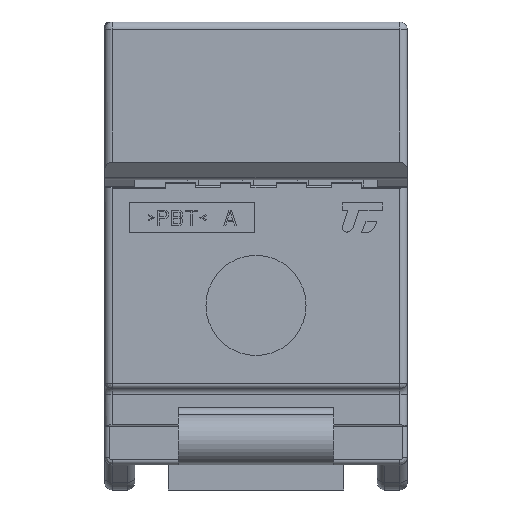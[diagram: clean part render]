
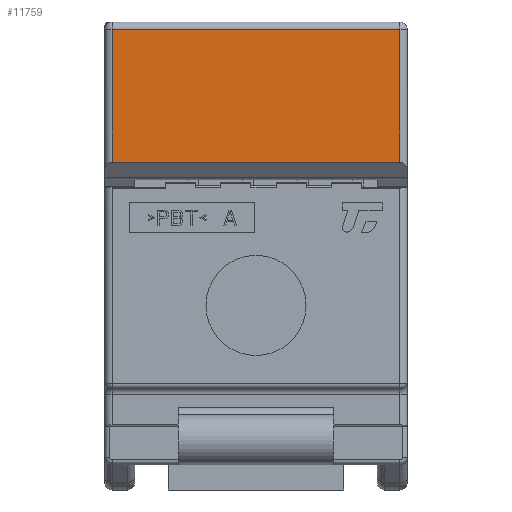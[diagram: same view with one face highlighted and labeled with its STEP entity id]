
A CAD part, front view. The second image highlights one B-rep face of the part: STEP entity #11759.
In plain terms, the highlighted planar face has unit normal (0, -1, 0).
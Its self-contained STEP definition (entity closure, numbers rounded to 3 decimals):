
#1754=DIRECTION('',(0.,0.,-1.));
#1755=VECTOR('',#1754,5.3);
#1756=CARTESIAN_POINT('',(5.75,0.,-0.3));
#1757=LINE('',#1756,#1755);
#1758=DIRECTION('',(1.,0.,0.));
#1759=VECTOR('',#1758,11.5);
#1760=CARTESIAN_POINT('',(-5.75,0.,-5.6));
#1761=LINE('',#1760,#1759);
#1762=DIRECTION('',(0.,0.,-1.));
#1763=VECTOR('',#1762,5.3);
#1764=CARTESIAN_POINT('',(-5.75,0.,-0.3));
#1765=LINE('',#1764,#1763);
#1766=DIRECTION('',(1.,0.,0.));
#1767=VECTOR('',#1766,11.5);
#1768=CARTESIAN_POINT('',(-5.75,0.,-0.3));
#1769=LINE('',#1768,#1767);
#1774=CARTESIAN_POINT('',(-5.75,0.,-5.6));
#1786=CARTESIAN_POINT('',(5.75,0.,-5.6));
#8392=VERTEX_POINT('',#1786);
#8393=CARTESIAN_POINT('',(5.75,0.,-0.3));
#8394=VERTEX_POINT('',#8393);
#8397=CARTESIAN_POINT('',(-5.75,0.,-0.3));
#8398=VERTEX_POINT('',#8397);
#8403=VERTEX_POINT('',#1774);
#11745=CARTESIAN_POINT('',(-6.05,0.,0.));
#11746=DIRECTION('',(0.,-1.,0.));
#11747=DIRECTION('',(1.,0.,0.));
#11748=AXIS2_PLACEMENT_3D('',#11745,#11746,#11747);
#11749=PLANE('',#11748);
#11751=ORIENTED_EDGE('',*,*,#11750,.T.);
#11753=ORIENTED_EDGE('',*,*,#11752,.F.);
#11755=ORIENTED_EDGE('',*,*,#11754,.F.);
#11756=ORIENTED_EDGE('',*,*,#11736,.T.);
#11757=EDGE_LOOP('',(#11751,#11753,#11755,#11756));
#11758=FACE_OUTER_BOUND('',#11757,.F.);
#11759=ADVANCED_FACE('',(#11758),#11749,.T.);
#11736=EDGE_CURVE('',#8398,#8394,#1769,.T.);
#11750=EDGE_CURVE('',#8394,#8392,#1757,.T.);
#11752=EDGE_CURVE('',#8403,#8392,#1761,.T.);
#11754=EDGE_CURVE('',#8398,#8403,#1765,.T.);
